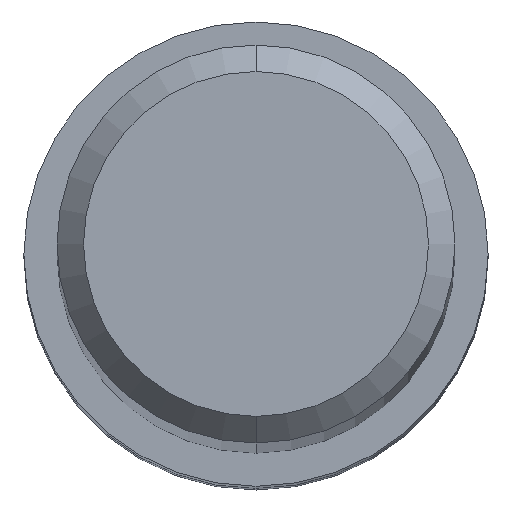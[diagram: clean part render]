
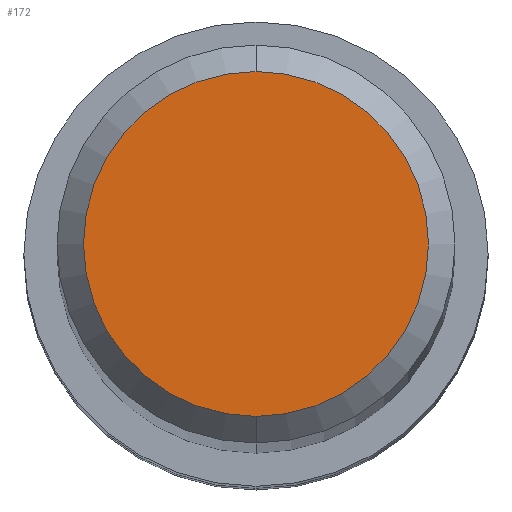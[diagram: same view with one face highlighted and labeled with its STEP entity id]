
A CAD part, top view. The second image highlights one B-rep face of the part: STEP entity #172.
In plain terms, the highlighted planar face has unit normal (0, 0, 1).
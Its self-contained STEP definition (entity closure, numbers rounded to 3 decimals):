
#118=EDGE_CURVE('',#120,#206,#257,.T.);
#120=VERTEX_POINT('',#259);
#170=EDGE_CURVE('',#206,#120,#317,.T.);
#172=ADVANCED_FACE('',(#319),#320,.T.);
#206=VERTEX_POINT('',#358);
#257=CIRCLE('',#410,2.6);
#259=CARTESIAN_POINT('',(0.,-2.6,0.0));
#317=CIRCLE('',#483,2.6);
#319=FACE_OUTER_BOUND('',#485,.T.);
#320=PLANE('',#486);
#358=CARTESIAN_POINT('',(0.0,2.6,0.0));
#410=AXIS2_PLACEMENT_3D('',#574,#575,#576);
#483=AXIS2_PLACEMENT_3D('',#647,#648,#649);
#485=EDGE_LOOP('',(#651,#652));
#486=AXIS2_PLACEMENT_3D('',#653,#654,#655);
#574=CARTESIAN_POINT('',(0.0,0.0,0.0));
#575=DIRECTION('',(0.0,0.0,-1.0));
#576=DIRECTION('',(0.0,1.0,0.0));
#647=CARTESIAN_POINT('',(0.0,0.0,0.0));
#648=DIRECTION('',(0.0,0.0,-1.0));
#649=DIRECTION('',(0.0,1.0,0.0));
#651=ORIENTED_EDGE('',*,*,#170,.F.);
#652=ORIENTED_EDGE('',*,*,#118,.F.);
#653=CARTESIAN_POINT('',(0.0,1.3,0.0));
#654=DIRECTION('',(-0.0,0.0,1.0));
#655=DIRECTION('',(0.0,-1.0,0.0));
